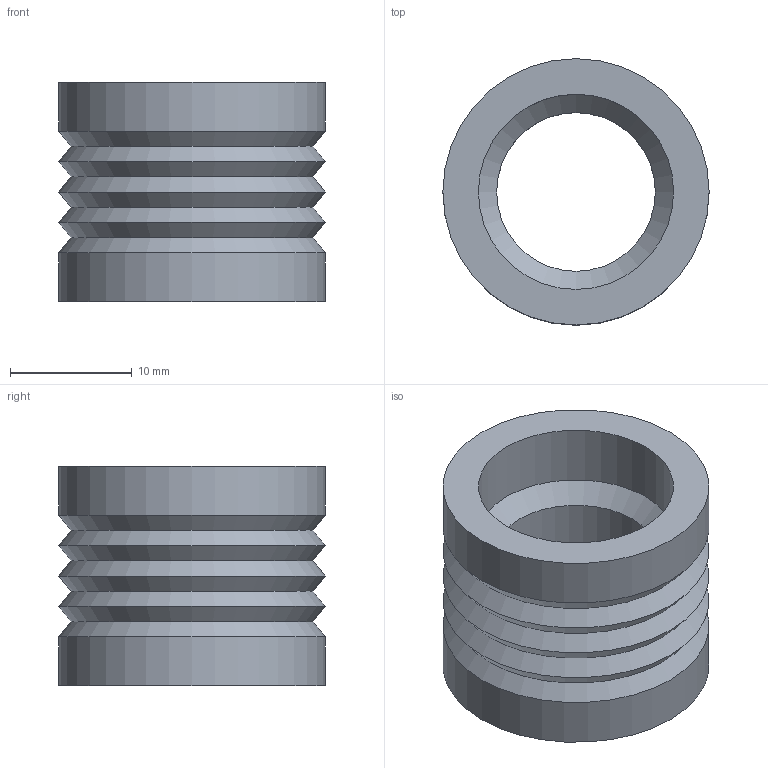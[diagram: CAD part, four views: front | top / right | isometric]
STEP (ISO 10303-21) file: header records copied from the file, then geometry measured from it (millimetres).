
FILE_DESCRIPTION(/* description */ (''),/* implementation_level */ '2;1');
FILE_NAME(/* name */ 'capstan_pulley_ed.step',/* time_stamp */ '2026-02-28T21:22:21+03:00',/* author */ (''),/* organization */ (''),/* preprocessor_version */ 'ST-DEVELOPER v20.1',/* originating_system */ 'Autodesk Translation Framework v14.24.0.0',/* authorisation */ '');
FILE_SCHEMA (('AUTOMOTIVE_DESIGN { 1 0 10303 214 3 1 1 }'));
Length unit declared in the file: millimetre
Products named in the file (1): capstan_pulley_ed
Bounding box: 21.87 x 21.87 x 18 mm (x, y, z)
Volume: 3241.6 mm3; surface area: 2639.3 mm2
Topology: 1 solids, 1 shells, 17 faces, 34 edges, 19 vertices
Faces by surface type: cone 10, cylinder 5, plane 2
Full cylindrical faces by diameter (mm): 13.04 x1, 16.04 x2, 21.872 x2
Entity records: 476 total; most frequent: DIRECTION 89, CARTESIAN_POINT 71, ORIENTED_EDGE 68, AXIS2_PLACEMENT_3D 37, EDGE_CURVE 34, EDGE_LOOP 19, CIRCLE 19, VERTEX_POINT 19
